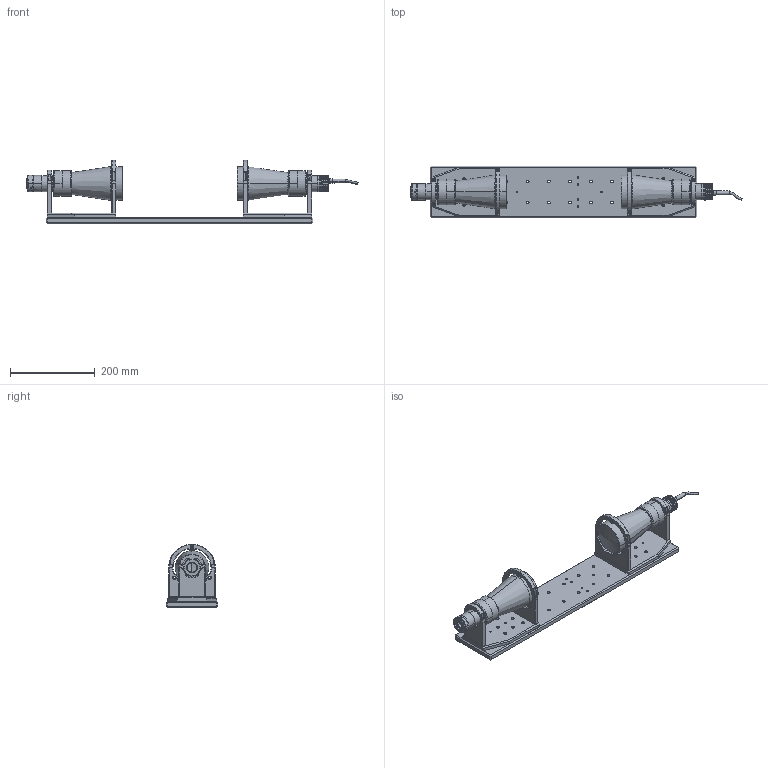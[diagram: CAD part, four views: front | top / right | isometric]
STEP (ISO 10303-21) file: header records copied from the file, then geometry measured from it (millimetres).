
FILE_DESCRIPTION (( 'STEP AP214' ), '1' );
FILE_NAME ('TCEV23056-G.STEP', '2015-08-24T12:23:42', ( '' ), ( '' ), 'SwSTEP 2.0', 'SolidWorks 2013', '' );
FILE_SCHEMA (( 'AUTOMOTIVE_DESIGN' ));
Length unit declared in the file: millimetre
Products named in the file (1): TCEV23056-G
Bounding box: 785.22 x 122 x 150 mm (x, y, z)
Surface area: 402771.9 mm2 (no closed solid volume)
Topology: 0 solids, 39 shells, 662 faces, 2037 edges, 1421 vertices
Faces by surface type: cylinder 274, plane 258, cone 94, torus 30, sphere 4, bspline 2
Entity records: 31089 total; most frequent: CARTESIAN_POINT 5016, DIRECTION 4179, ORIENTED_EDGE 3413, EDGE_CURVE 2035, AXIS2_PLACEMENT_3D 1584, VERTEX_POINT 1421, VECTOR 1011, LINE 1011
